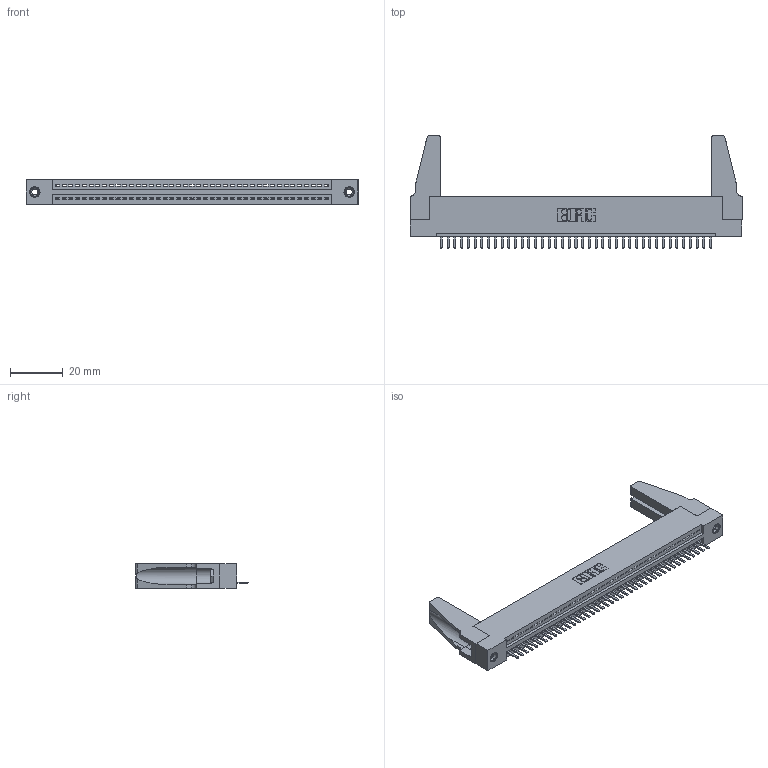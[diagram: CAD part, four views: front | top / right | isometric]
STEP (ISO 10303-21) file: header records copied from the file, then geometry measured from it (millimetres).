
FILE_DESCRIPTION (( 'STEP AP203' ), '1' );
FILE_NAME ('395-041-520-188.STEP', '2019-10-22T06:24:09', ( '' ), ( '' ), 'SwSTEP 2.0', 'SolidWorks 2016', '' );
FILE_SCHEMA (( 'CONFIG_CONTROL_DESIGN' ));
Length unit declared in the file: inch
Products named in the file (5): 345 Part_Flush Mounting Lugs - 0.156 Dia-TH; 345-292-001_345-293-120; 395-041-520-188; 345-250-001_345-250-001-102; 345-220-078_345-220-088
Assembly tree (46 placements, depth 2):
  395-041-520-188
    345 Part_Flush Mounting Lugs - 0.156 Dia-TH
    345-292-001_345-293-120  x41
    345-250-001_345-250-001-102  x2
    345-220-078_345-220-088  x2
Bounding box: 125.37 x 42.55 x 9.4 mm (x, y, z)
Volume: 15034.6 mm3; surface area: 18387.1 mm2
Topology: 46 solids, 46 shells, 2792 faces, 8199 edges, 5346 vertices
Faces by surface type: plane 1874, cylinder 902, cone 12, torus 4
Entity records: 33254 total; most frequent: CARTESIAN_POINT 5761, ORIENTED_EDGE 5684, DIRECTION 5028, EDGE_CURVE 2842, VECTOR 2500, LINE 2500, VERTEX_POINT 1886, AXIS2_PLACEMENT_3D 1264
